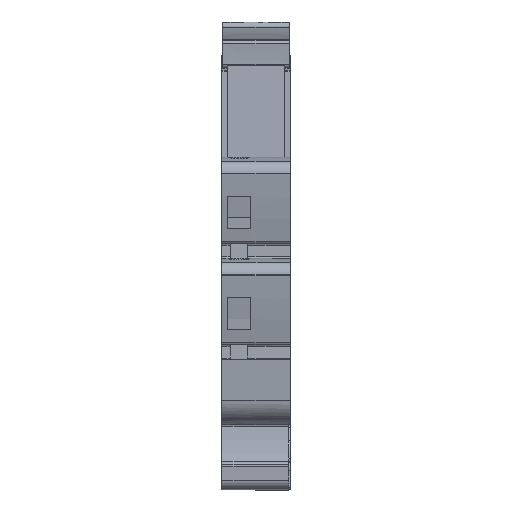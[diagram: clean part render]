
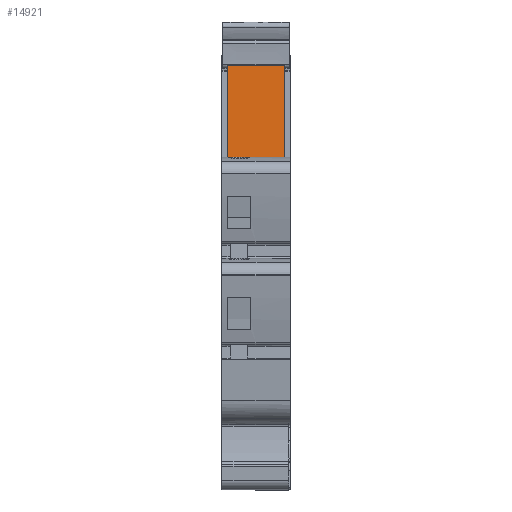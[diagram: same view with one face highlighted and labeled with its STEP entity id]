
A CAD part, front view. The second image highlights one B-rep face of the part: STEP entity #14921.
In plain terms, the highlighted planar face has unit normal (0, -0.999, 0.035).
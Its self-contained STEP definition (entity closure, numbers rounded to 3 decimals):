
#14913=AXIS2_PLACEMENT_3D('Plane Axis2P3D',#14910,#14911,#14912) ;
#14683=CARTESIAN_POINT('Vertex',(11.8,20.315,79.651)) ;
#14686=CARTESIAN_POINT('Line Origine',(11.8,20.014,71.05)) ;
#14690=CARTESIAN_POINT('Vertex',(11.8,19.713,62.45)) ;
#14712=CARTESIAN_POINT('Line Origine',(6.4,19.713,62.45)) ;
#14716=CARTESIAN_POINT('Vertex',(1.,19.713,62.45)) ;
#14736=CARTESIAN_POINT('Line Origine',(1.,20.014,71.05)) ;
#14740=CARTESIAN_POINT('Vertex',(1.,20.315,79.651)) ;
#14894=CARTESIAN_POINT('Line Origine',(12.65,20.315,79.651)) ;
#14910=CARTESIAN_POINT('Axis2P3D Location',(11.8,19.713,62.45)) ;
#14687=DIRECTION('Vector Direction',(0.,0.035,0.999)) ;
#14713=DIRECTION('Vector Direction',(-1.,0.,0.)) ;
#14737=DIRECTION('Vector Direction',(0.,0.035,0.999)) ;
#14895=DIRECTION('Vector Direction',(-1.,0.,0.)) ;
#14911=DIRECTION('Axis2P3D Direction',(0.,-0.999,0.035)) ;
#14912=DIRECTION('Axis2P3D XDirection',(0.,0.035,0.999)) ;
#14688=VECTOR('Line Direction',#14687,1.) ;
#14714=VECTOR('Line Direction',#14713,1.) ;
#14738=VECTOR('Line Direction',#14737,1.) ;
#14896=VECTOR('Line Direction',#14895,1.) ;
#14916=ORIENTED_EDGE('',*,*,#14742,.T.) ;
#14917=ORIENTED_EDGE('',*,*,#14718,.F.) ;
#14918=ORIENTED_EDGE('',*,*,#14692,.F.) ;
#14919=ORIENTED_EDGE('',*,*,#14898,.F.) ;
#14921=ADVANCED_FACE('AUSWERFER',(#14920),#14914,.T.) ;
#14692=EDGE_CURVE('',#14684,#14691,#14689,.F.) ;
#14718=EDGE_CURVE('',#14691,#14717,#14715,.T.) ;
#14742=EDGE_CURVE('',#14741,#14717,#14739,.F.) ;
#14898=EDGE_CURVE('',#14741,#14684,#14897,.F.) ;
#14915=EDGE_LOOP('',(#14916,#14917,#14918,#14919)) ;
#14920=FACE_OUTER_BOUND('',#14915,.T.) ;
#14689=LINE('Line',#14686,#14688) ;
#14715=LINE('Line',#14712,#14714) ;
#14739=LINE('Line',#14736,#14738) ;
#14897=LINE('Line',#14894,#14896) ;
#14914=PLANE('',#14913) ;
#14684=VERTEX_POINT('',#14683) ;
#14691=VERTEX_POINT('',#14690) ;
#14717=VERTEX_POINT('',#14716) ;
#14741=VERTEX_POINT('',#14740) ;
